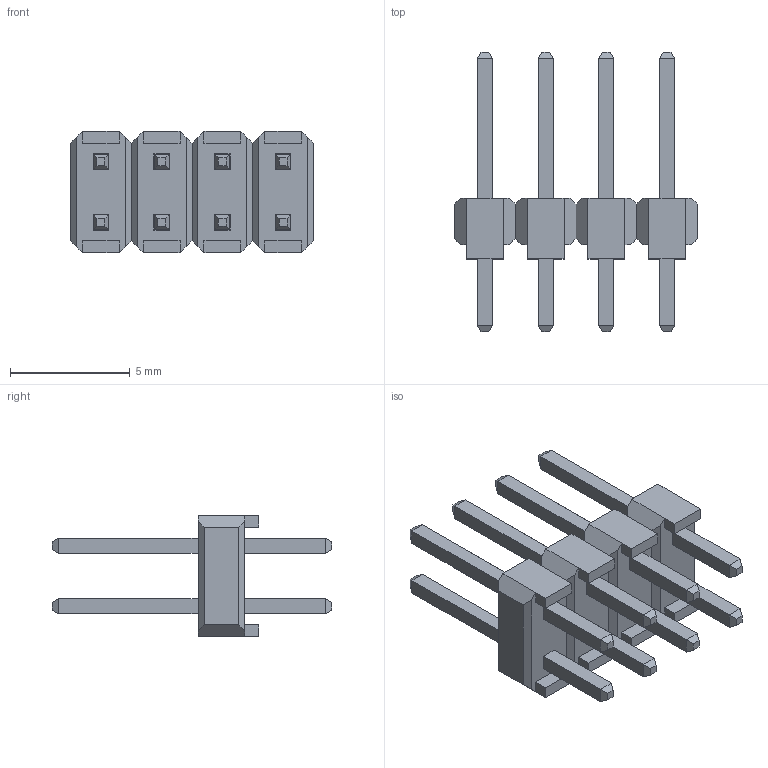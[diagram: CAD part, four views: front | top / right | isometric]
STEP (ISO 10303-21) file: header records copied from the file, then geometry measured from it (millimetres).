
FILE_DESCRIPTION((''),'2;1');
FILE_NAME('M20-998_ASM','2013-01-02T',('wbourne'),(''),'PRO/ENGINEER BY PARAMETRIC TECHNOLOGY CORPORATION, 2011490','PRO/ENGINEER BY PARAMETRIC TECHNOLOGY CORPORATION, 2011490','');
FILE_SCHEMA(('CONFIG_CONTROL_DESIGN','SHAPE_APPEARANCE_LAYERS_GROUPS'));
Length unit declared in the file: millimetre
Products named in the file (3): M20-998-MOULD; M20-998-PIN; M20-998_ASM
Assembly tree (9 placements, depth 2):
  M20-998_ASM
    M20-998-MOULD
    M20-998-PIN  x8
Bounding box: 10.16 x 11.68 x 5.08 mm (x, y, z)
Volume: 128.5 mm3; surface area: 453.1 mm2
Topology: 9 solids, 9 shells, 226 faces, 532 edges, 324 vertices
Faces by surface type: plane 226
Entity records: 5022 total; most frequent: CARTESIAN_POINT 688, ORIENTED_EDGE 672, DIRECTION 616, PRESENTATION_STYLE_ASSIGNMENT 338, STYLED_ITEM 338, VECTOR 336, LINE 336, CURVE_STYLE 336
